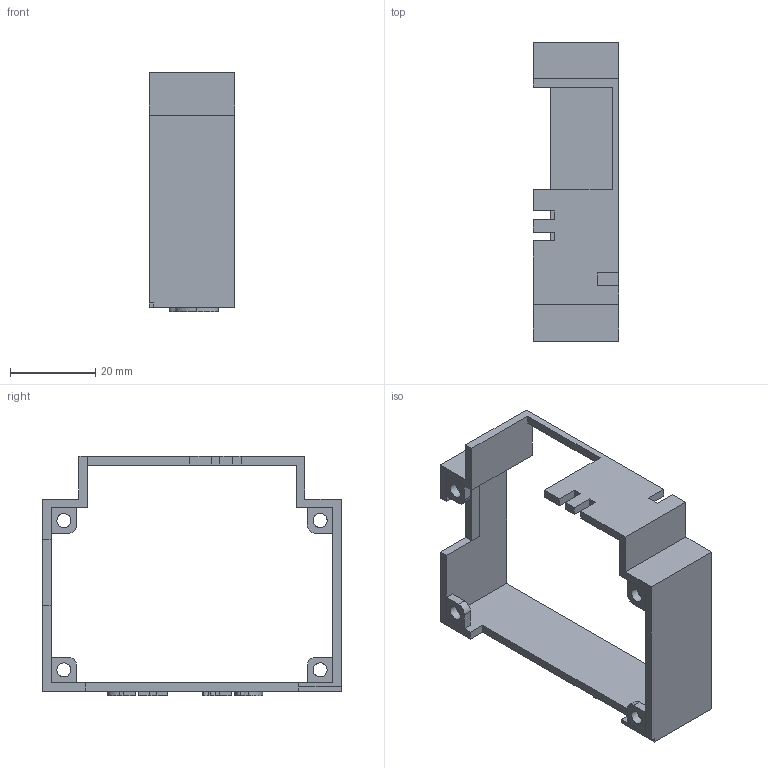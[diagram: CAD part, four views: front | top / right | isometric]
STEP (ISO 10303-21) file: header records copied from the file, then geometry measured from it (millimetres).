
FILE_DESCRIPTION( ('This file contains a STEP AP42 implementation' ,'as created by ZW3D STEP Interface translator.') ,'2;1' );
FILE_NAME( '奻窒峓戲.stp' ,'21 926.162744', (''), ('ZWCAD Software Co.'), 'Version 1.0', 'ZW3D to STEP translator', '' );
FILE_SCHEMA(('AUTOMOTIVE_DESIGN'));
Length unit declared in the file: millimetre
Products named in the file (2): 0; 錨璃001
Bounding box: 20 x 70 x 56 mm (x, y, z)
Volume: 8342 mm3; surface area: 10156.7 mm2
Topology: 10 solids, 10 shells, 193 faces, 525 edges, 350 vertices
Faces by surface type: bspline 193
Entity records: 6079 total; most frequent: CARTESIAN_POINT 2605, ORIENTED_EDGE 1050, EDGE_CURVE 525, B_SPLINE_CURVE_WITH_KNOTS 509, VERTEX_POINT 350, EDGE_LOOP 207, FACE_OUTER_BOUND 193, ADVANCED_FACE 193
